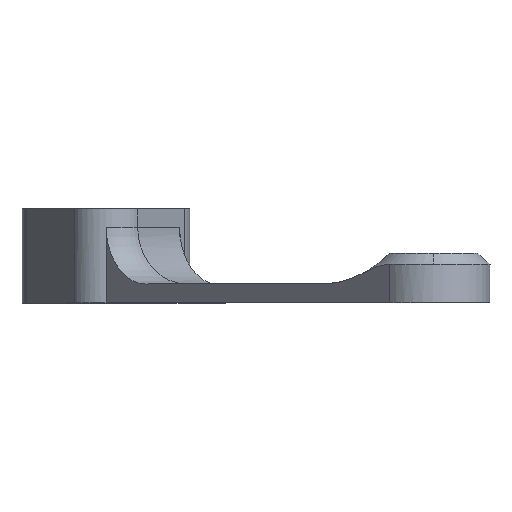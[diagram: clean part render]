
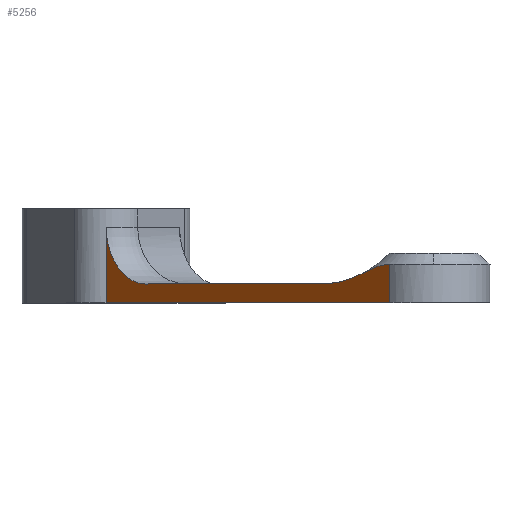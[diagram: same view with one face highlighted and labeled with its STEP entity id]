
A CAD part, top view. The second image highlights one B-rep face of the part: STEP entity #5256.
In plain terms, the highlighted planar face has unit normal (-0.775, 0, 0.632).
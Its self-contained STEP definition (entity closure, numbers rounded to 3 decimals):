
#103 = CARTESIAN_POINT ( 'NONE',  ( 9.461, 127.6, -3.615 ) ) ;
#199 = ORIENTED_EDGE ( 'NONE', *, *, #3504, .F. ) ;
#257 = FACE_OUTER_BOUND ( 'NONE', #4103, .T. ) ;
#389 = EDGE_CURVE ( 'NONE', #2540, #2886, #1431, .T. ) ;
#415 = CARTESIAN_POINT ( 'NONE',  ( -14.077, 130.881, -32.482 ) ) ;
#630 = ORIENTED_EDGE ( 'NONE', *, *, #5923, .T. ) ;
#813 = DIRECTION ( 'NONE',  ( 0., -1., 0. ) ) ;
#888 = VERTEX_POINT ( 'NONE', #4328 ) ;
#921 = VECTOR ( 'NONE', #813, 1000. ) ;
#950 = CARTESIAN_POINT ( 'NONE',  ( 15.49, 125.6, 3.779 ) ) ;
#990 = EDGE_CURVE ( 'NONE', #888, #5497, #2563, .T. ) ;
#1033 = CARTESIAN_POINT ( 'NONE',  ( -14.32, 131.605, -32.78 ) ) ;
#1144 = EDGE_CURVE ( 'NONE', #5657, #5497, #2336, .T. ) ;
#1397 = CARTESIAN_POINT ( 'NONE',  ( -14.581, 127.6, -33.1 ) ) ;
#1417 = CARTESIAN_POINT ( 'NONE',  ( -14.581, 127.6, -33.1 ) ) ;
#1431 = LINE ( 'NONE', #1417, #921 ) ;
#1628 = CARTESIAN_POINT ( 'NONE',  ( -11.458, 127.754, -29.271 ) ) ;
#1658 = CARTESIAN_POINT ( 'NONE',  ( -14.513, 132.578, -33.017 ) ) ;
#1694 = DIRECTION ( 'NONE',  ( -0.632, 0., -0.775 ) ) ;
#1926 = CARTESIAN_POINT ( 'NONE',  ( 14.372, 129.463, 2.408 ) ) ;
#2121 = CARTESIAN_POINT ( 'NONE',  ( -14.581, 125.6, -33.1 ) ) ;
#2245 = CARTESIAN_POINT ( 'NONE',  ( -12.415, 128.384, -30.444 ) ) ;
#2277 = CARTESIAN_POINT ( 'NONE',  ( -14.572, 133.188, -33.089 ) ) ;
#2336 = LINE ( 'NONE', #1397, #5180 ) ;
#2540 = VERTEX_POINT ( 'NONE', #6816 ) ;
#2557 = CARTESIAN_POINT ( 'NONE',  ( 13.285, 129.021, 1.075 ) ) ;
#2563 = B_SPLINE_CURVE_WITH_KNOTS ( 'NONE', 3,
 ( #4962, #3120, #5567, #1926, #6177, #2557, #6775, #3147, #7378, #3747, #103, #4381 ),
 .UNSPECIFIED., .F., .F.,
 ( 4, 2, 2, 2, 2, 4 ),
 ( 0., 0.001, 0.003, 0.005, 0.008, 0.011 ),
 .UNSPECIFIED. ) ;
#2653 = ORIENTED_EDGE ( 'NONE', *, *, #1144, .F. ) ;
#2819 = ORIENTED_EDGE ( 'NONE', *, *, #4293, .T. ) ;
#2836 = CARTESIAN_POINT ( 'NONE',  ( -10.437, 127.6, -28.018 ) ) ;
#2862 = CARTESIAN_POINT ( 'NONE',  ( -13.06, 129.054, -31.235 ) ) ;
#2886 = VERTEX_POINT ( 'NONE', #2121 ) ;
#2890 = CARTESIAN_POINT ( 'NONE',  ( -14.581, 133.6, -33.1 ) ) ;
#2902 = CARTESIAN_POINT ( 'NONE',  ( -14.581, 127.6, -33.1 ) ) ;
#3120 = CARTESIAN_POINT ( 'NONE',  ( 15.205, 129.644, 3.43 ) ) ;
#3147 = CARTESIAN_POINT ( 'NONE',  ( 11.668, 128.233, -0.907 ) ) ;
#3253 = CARTESIAN_POINT ( 'NONE',  ( 15.49, 127.6, 3.779 ) ) ;
#3453 = CARTESIAN_POINT ( 'NONE',  ( -13.624, 129.895, -31.926 ) ) ;
#3504 = EDGE_CURVE ( 'NONE', #888, #5405, #7008, .T. ) ;
#3747 = CARTESIAN_POINT ( 'NONE',  ( 10.021, 127.692, -2.928 ) ) ;
#3789 = AXIS2_PLACEMENT_3D ( 'NONE', #2902, #5344, #1694 ) ;
#3886 = DIRECTION ( 'NONE',  ( 0., -1., 0. ) ) ;
#4034 = CARTESIAN_POINT ( 'NONE',  ( -10.957, 127.6, -28.656 ) ) ;
#4063 = CARTESIAN_POINT ( 'NONE',  ( -13.936, 130.538, -32.31 ) ) ;
#4103 = EDGE_LOOP ( 'NONE', ( #630, #199, #6343, #2653, #2819, #7398 ) ) ;
#4172 = VECTOR ( 'NONE', #5362, 1000. ) ;
#4181 = VECTOR ( 'NONE', #3886, 1000. ) ;
#4293 = EDGE_CURVE ( 'NONE', #5657, #2540, #4889, .T. ) ;
#4328 = CARTESIAN_POINT ( 'NONE',  ( 15.49, 129.645, 3.779 ) ) ;
#4381 = CARTESIAN_POINT ( 'NONE',  ( 8.889, 127.6, -4.316 ) ) ;
#4694 = CARTESIAN_POINT ( 'NONE',  ( -14.142, 131.059, -32.562 ) ) ;
#4743 = CARTESIAN_POINT ( 'NONE',  ( -14.581, 125.6, -33.1 ) ) ;
#4889 = B_SPLINE_CURVE_WITH_KNOTS ( 'NONE', 3,
 ( #7684, #4034, #1628, #5866, #2245, #6483, #2862, #7078, #3453, #7714, #4063, #415, #4694, #1033, #5308, #1658, #5900, #2277, #6508, #2890 ),
 .UNSPECIFIED., .F., .F.,
 ( 4, 2, 2, 2, 2, 2, 2, 2, 2, 4 ),
 ( 0., 0.002, 0.004, 0.005, 0.006, 0.007, 0.007, 0.008, 0.009, 0.01 ),
 .UNSPECIFIED. ) ;
#4962 = CARTESIAN_POINT ( 'NONE',  ( 15.49, 129.645, 3.779 ) ) ;
#5050 = DIRECTION ( 'NONE',  ( 0.632, 0., 0.775 ) ) ;
#5180 = VECTOR ( 'NONE', #5050, 1000. ) ;
#5256 = ADVANCED_FACE ( 'NONE', ( #257 ), #5319, .F. ) ;
#5308 = CARTESIAN_POINT ( 'NONE',  ( -14.415, 131.984, -32.896 ) ) ;
#5319 = PLANE ( 'NONE',  #3789 ) ;
#5344 = DIRECTION ( 'NONE',  ( 0.775, 0., -0.632 ) ) ;
#5362 = DIRECTION ( 'NONE',  ( 0.632, 0., 0.775 ) ) ;
#5405 = VERTEX_POINT ( 'NONE', #950 ) ;
#5497 = VERTEX_POINT ( 'NONE', #7027 ) ;
#5567 = CARTESIAN_POINT ( 'NONE',  ( 14.925, 129.604, 3.087 ) ) ;
#5657 = VERTEX_POINT ( 'NONE', #2836 ) ;
#5866 = CARTESIAN_POINT ( 'NONE',  ( -12.183, 128.201, -30.16 ) ) ;
#5900 = CARTESIAN_POINT ( 'NONE',  ( -14.538, 132.781, -33.048 ) ) ;
#5923 = EDGE_CURVE ( 'NONE', #2886, #5405, #5980, .T. ) ;
#5980 = LINE ( 'NONE', #4743, #4172 ) ;
#6177 = CARTESIAN_POINT ( 'NONE',  ( 14.099, 129.364, 2.073 ) ) ;
#6343 = ORIENTED_EDGE ( 'NONE', *, *, #990, .T. ) ;
#6483 = CARTESIAN_POINT ( 'NONE',  ( -12.852, 128.809, -30.98 ) ) ;
#6508 = CARTESIAN_POINT ( 'NONE',  ( -14.581, 133.394, -33.1 ) ) ;
#6775 = CARTESIAN_POINT ( 'NONE',  ( 12.748, 128.738, 0.417 ) ) ;
#6816 = CARTESIAN_POINT ( 'NONE',  ( -14.581, 133.6, -33.1 ) ) ;
#7008 = LINE ( 'NONE', #3253, #4181 ) ;
#7027 = CARTESIAN_POINT ( 'NONE',  ( 8.889, 127.6, -4.316 ) ) ;
#7078 = CARTESIAN_POINT ( 'NONE',  ( -13.448, 129.599, -31.71 ) ) ;
#7378 = CARTESIAN_POINT ( 'NONE',  ( 11.125, 128.008, -1.574 ) ) ;
#7398 = ORIENTED_EDGE ( 'NONE', *, *, #389, .T. ) ;
#7684 = CARTESIAN_POINT ( 'NONE',  ( -10.437, 127.6, -28.018 ) ) ;
#7714 = CARTESIAN_POINT ( 'NONE',  ( -13.862, 130.373, -32.218 ) ) ;
